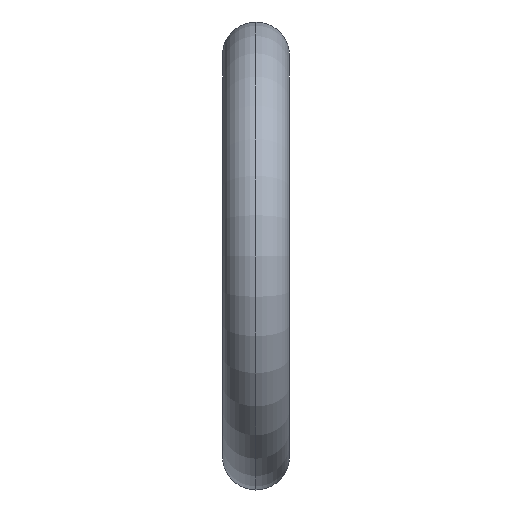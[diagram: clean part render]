
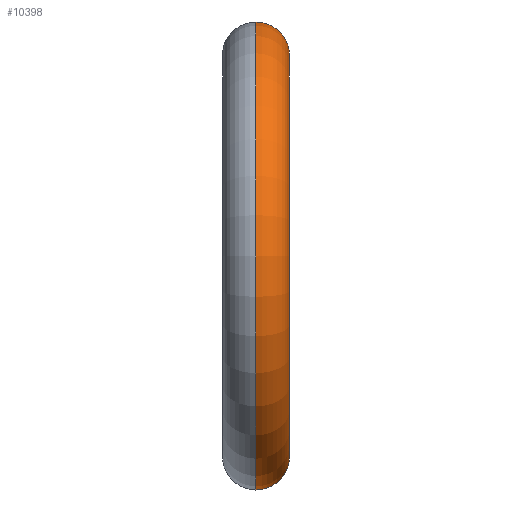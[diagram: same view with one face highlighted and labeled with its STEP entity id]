
A CAD part, left-side view. The second image highlights one B-rep face of the part: STEP entity #10398.
In plain terms, the highlighted toroidal (fillet/blend) face has major radius 3.6 mm and minor radius 0.6 mm.
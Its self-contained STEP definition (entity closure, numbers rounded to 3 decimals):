
#78 = CARTESIAN_POINT ( 'NONE',  ( -20.4, 0., -3.6 ) ) ;
#638 = VERTEX_POINT ( 'NONE', #10346 ) ;
#747 = CARTESIAN_POINT ( 'NONE',  ( -20.4, 0., -3.6 ) ) ;
#755 = EDGE_CURVE ( 'NONE', #5047, #1889, #13340, .T. ) ;
#852 = DIRECTION ( 'NONE',  ( 0., -1., 0. ) ) ;
#1592 = CIRCLE ( 'NONE', #9862, 0.6 ) ;
#1705 = CARTESIAN_POINT ( 'NONE',  ( -20.4, 0., -7.2 ) ) ;
#1889 = VERTEX_POINT ( 'NONE', #13799 ) ;
#2319 = DIRECTION ( 'NONE',  ( 0., -1., 0. ) ) ;
#2911 = AXIS2_PLACEMENT_3D ( 'NONE', #78, #2319, #6642 ) ;
#3464 = FACE_OUTER_BOUND ( 'NONE', #11610, .T. ) ;
#3846 = AXIS2_PLACEMENT_3D ( 'NONE', #747, #852, #8432 ) ;
#3911 = DIRECTION ( 'NONE',  ( 0., 0., 1. ) ) ;
#4336 = CARTESIAN_POINT ( 'NONE',  ( -20.4, 0., -7.8 ) ) ;
#4933 = CARTESIAN_POINT ( 'NONE',  ( -20.4, 0., 0. ) ) ;
#5047 = VERTEX_POINT ( 'NONE', #5679 ) ;
#5069 = AXIS2_PLACEMENT_3D ( 'NONE', #4933, #6146, #12595 ) ;
#5679 = CARTESIAN_POINT ( 'NONE',  ( -20.4, 0., 0.6 ) ) ;
#6146 = DIRECTION ( 'NONE',  ( 1., 0., 0. ) ) ;
#6295 = EDGE_CURVE ( 'NONE', #5047, #7425, #7021, .T. ) ;
#6642 = DIRECTION ( 'NONE',  ( 0., 0., -1. ) ) ;
#7021 = CIRCLE ( 'NONE', #12067, 4.2 ) ;
#7237 = DIRECTION ( 'NONE',  ( -1., 0., 0. ) ) ;
#7425 = VERTEX_POINT ( 'NONE', #4336 ) ;
#7520 = DIRECTION ( 'NONE',  ( 0., -1., 0. ) ) ;
#7809 = EDGE_CURVE ( 'NONE', #7425, #638, #1592, .T. ) ;
#8432 = DIRECTION ( 'NONE',  ( 0., 0., -1. ) ) ;
#8679 = DIRECTION ( 'NONE',  ( 0., 0., -1. ) ) ;
#9254 = CIRCLE ( 'NONE', #2911, 3. ) ;
#9400 = ORIENTED_EDGE ( 'NONE', *, *, #755, .F. ) ;
#9862 = AXIS2_PLACEMENT_3D ( 'NONE', #1705, #7237, #3911 ) ;
#9913 = ORIENTED_EDGE ( 'NONE', *, *, #12619, .F. ) ;
#10346 = CARTESIAN_POINT ( 'NONE',  ( -20.4, 0., -6.6 ) ) ;
#10398 = ADVANCED_FACE ( 'NONE', ( #3464 ), #10656, .T. ) ;
#10411 = ORIENTED_EDGE ( 'NONE', *, *, #7809, .T. ) ;
#10656 = TOROIDAL_SURFACE ( 'NONE', #3846, 3.6, 0.6 ) ;
#11610 = EDGE_LOOP ( 'NONE', ( #9400, #13817, #10411, #9913 ) ) ;
#12067 = AXIS2_PLACEMENT_3D ( 'NONE', #14121, #7520, #8679 ) ;
#12595 = DIRECTION ( 'NONE',  ( 0., 0., -1. ) ) ;
#12619 = EDGE_CURVE ( 'NONE', #1889, #638, #9254, .T. ) ;
#13340 = CIRCLE ( 'NONE', #5069, 0.6 ) ;
#13799 = CARTESIAN_POINT ( 'NONE',  ( -20.4, 0., -0.6 ) ) ;
#13817 = ORIENTED_EDGE ( 'NONE', *, *, #6295, .T. ) ;
#14121 = CARTESIAN_POINT ( 'NONE',  ( -20.4, 0., -3.6 ) ) ;
